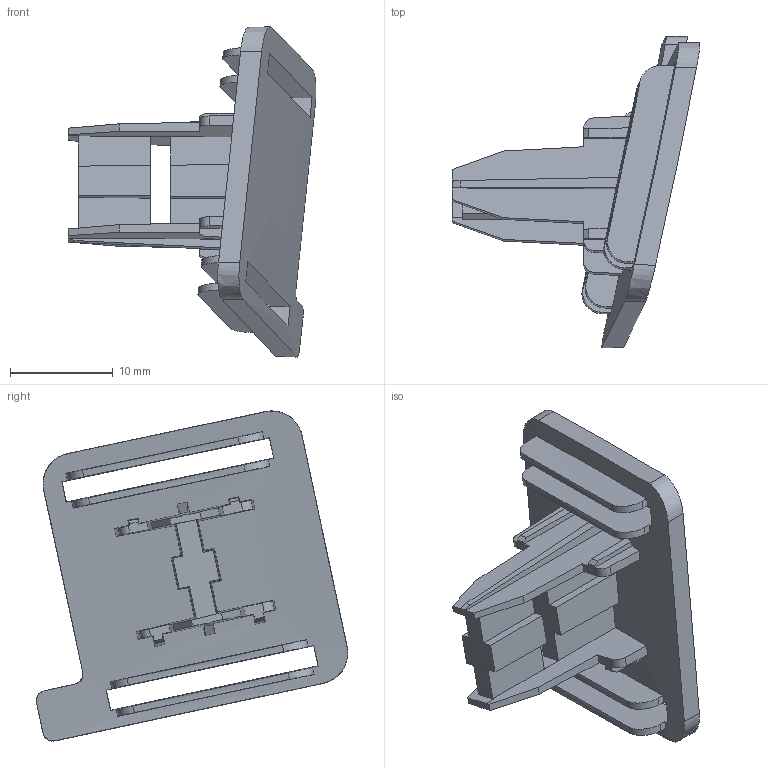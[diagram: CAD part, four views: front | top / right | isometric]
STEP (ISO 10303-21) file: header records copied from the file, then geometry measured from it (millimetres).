
FILE_DESCRIPTION(/* description */ (''),/* implementation_level */ '2;1');
FILE_NAME(/* name */ 'M556556-77223-58Q00A-DP_000.001.stp',/* time_stamp */ '2024-11-30T10:41:43+05:30',/* author */ (''),/* organization */ (''),/* preprocessor_version */ 'ST-DEVELOPER v19.4',/* originating_system */ 'SIEMENS PLM Software NX2306.5001',/* authorisation */ '');
FILE_SCHEMA (('AUTOMOTIVE_DESIGN { 1 0 10303 214 3 1 1 1 }'));
Length unit declared in the file: millimetre
Products named in the file (1): M556556-77223-58Q00A-DP_000.001
Bounding box: 24.09 x 30.28 x 32.09 mm (x, y, z)
Volume: 2133 mm3; surface area: 3232 mm2
Topology: 1 solids, 1 shells, 127 faces, 386 edges, 263 vertices
Faces by surface type: bspline 78, plane 46, cylinder 3
Entity records: 6925 total; most frequent: CARTESIAN_POINT 4298, ORIENTED_EDGE 766, EDGE_CURVE 383, B_SPLINE_CURVE_WITH_KNOTS 319, VERTEX_POINT 257, DIRECTION 167, EDGE_LOOP 132, ADVANCED_FACE 127
